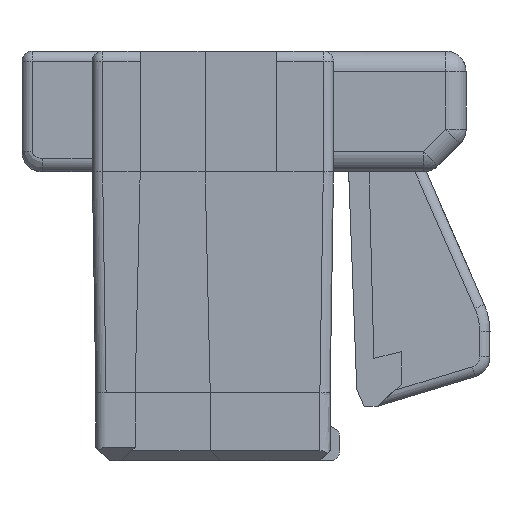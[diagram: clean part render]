
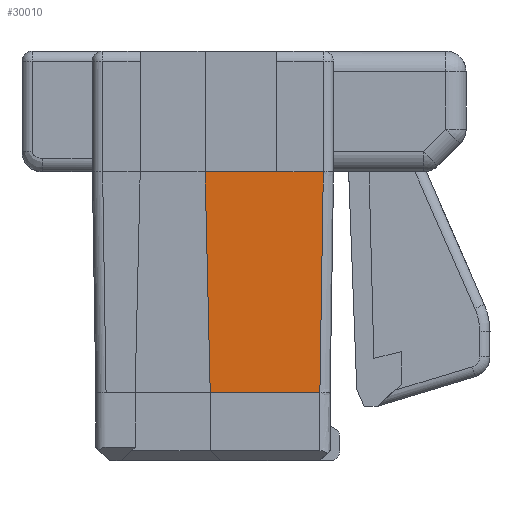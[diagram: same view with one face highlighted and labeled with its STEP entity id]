
A CAD part, front view. The second image highlights one B-rep face of the part: STEP entity #30010.
In plain terms, the highlighted planar face has unit normal (0, -1, -0.015).
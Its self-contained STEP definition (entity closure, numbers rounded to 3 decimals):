
#5400=CARTESIAN_POINT('',(-32.723,-17.565,
129.295));
#5410=VERTEX_POINT('',#5400);
#22870=CARTESIAN_POINT('',(-32.773,-17.515,
126.065));
#22880=VERTEX_POINT('',#22870);
#23030=CARTESIAN_POINT('',(-34.378,-17.515,
126.065));
#23040=VERTEX_POINT('',#23030);
#23070=CARTESIAN_POINT('',(-34.703,-17.515,
126.065));
#23080=DIRECTION('',(1.,0.,0.));
#23090=VECTOR('',#23080,1.);
#23100=LINE('',#23070,#23090);
#23110=EDGE_CURVE('',#23040,#22880,#23100,.T.);
#24300=CARTESIAN_POINT('',(-34.703,-17.565,
129.295));
#24310=DIRECTION('',(1.,0.,0.));
#24320=VECTOR('',#24310,1.);
#24330=LINE('',#24300,#24320);
#24340=CARTESIAN_POINT('',(-34.453,-17.565,
129.295));
#24350=VERTEX_POINT('',#24340);
#24360=CARTESIAN_POINT('',(-33.403,-17.565,
129.295));
#24370=VERTEX_POINT('',#24360);
#24380=EDGE_CURVE('',#24350,#24370,#24330,.T.);
#29690=CARTESIAN_POINT('',(-33.503,-17.565,
129.295));
#29700=DIRECTION('',(0.,1.,
0.015));
#29710=DIRECTION('',(0.,0.015,
-1.));
#29720=AXIS2_PLACEMENT_3D('',#29690,#29700,#29710);
#29730=PLANE('',#29720);
#29740=CARTESIAN_POINT('',(-32.773,-17.515,
126.065));
#29750=CARTESIAN_POINT('',(-32.773,-17.516,
126.083));
#29760=CARTESIAN_POINT('',(-32.772,-17.516,
126.101));
#29770=CARTESIAN_POINT('',(-32.756,-17.532,
127.16));
#29780=CARTESIAN_POINT('',(-32.74,-17.549,
128.2));
#29790=CARTESIAN_POINT('',(-32.723,-17.565,
129.259));
#29800=CARTESIAN_POINT('',(-32.723,-17.565,
129.277));
#29810=CARTESIAN_POINT('',(-32.723,-17.565,
129.295));
#29820=B_SPLINE_CURVE_WITH_KNOTS('',3,(#29740,#29750,#29760,#29770,
#29780,#29790,#29800,#29810),.UNSPECIFIED.,.F.,.F.,(4,2,2,4),(0.,
0.054,3.177,3.231),.UNSPECIFIED.);
#29830=EDGE_CURVE('',#22880,#5410,#29820,.T.);
#29840=ORIENTED_EDGE('',*,*,#29830,.T.);
#29850=ORIENTED_EDGE('',*,*,#23110,.T.);
#29860=CARTESIAN_POINT('',(-34.416,-17.541,
127.709));
#29870=DIRECTION('',(-0.023,-0.015,
1.));
#29880=VECTOR('',#29870,1.);
#29890=LINE('',#29860,#29880);
#29900=EDGE_CURVE('',#23040,#24350,#29890,.T.);
#29910=ORIENTED_EDGE('',*,*,#29900,.F.);
#29920=ORIENTED_EDGE('',*,*,#24380,.F.);
#29930=CARTESIAN_POINT('',(-33.523,-17.565,
129.295));
#29940=DIRECTION('',(1.,0.,0.));
#29950=VECTOR('',#29940,1.);
#29960=LINE('',#29930,#29950);
#29970=EDGE_CURVE('',#24370,#5410,#29960,.T.);
#29980=ORIENTED_EDGE('',*,*,#29970,.F.);
#29990=EDGE_LOOP('',(#29980,#29920,#29910,#29850,#29840));
#30000=FACE_OUTER_BOUND('',#29990,.T.);
#30010=ADVANCED_FACE('',(#30000),#29730,.F.);
